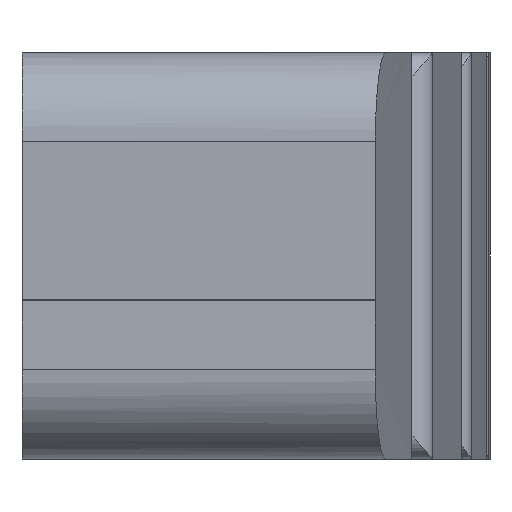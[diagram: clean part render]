
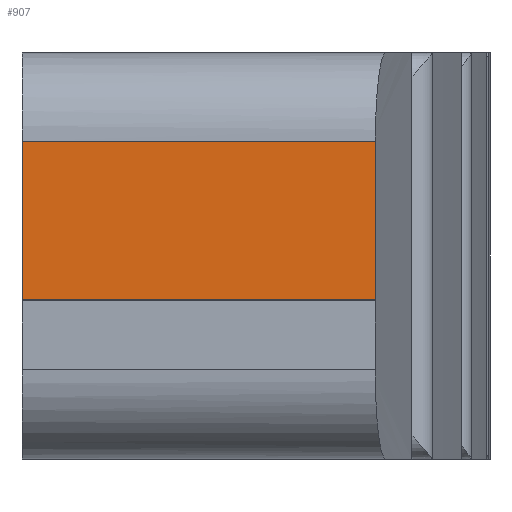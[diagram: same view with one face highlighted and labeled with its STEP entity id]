
A CAD part, left-side view. The second image highlights one B-rep face of the part: STEP entity #907.
In plain terms, the highlighted planar face has unit normal (-1, 0, 0).
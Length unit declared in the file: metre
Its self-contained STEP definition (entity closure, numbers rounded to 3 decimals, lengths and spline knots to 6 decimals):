
#253=ORIENTED_EDGE('',*,*,#532,.T.);
#254=ORIENTED_EDGE('',*,*,#477,.F.);
#255=ORIENTED_EDGE('',*,*,#533,.T.);
#256=ORIENTED_EDGE('',*,*,#534,.F.);
#477=EDGE_CURVE('',#622,#623,#701,.T.);
#532=EDGE_CURVE('',#665,#623,#722,.T.);
#533=EDGE_CURVE('',#622,#666,#723,.F.);
#534=EDGE_CURVE('',#665,#666,#724,.T.);
#622=VERTEX_POINT('',#1381);
#623=VERTEX_POINT('',#1383);
#665=VERTEX_POINT('',#1552);
#666=VERTEX_POINT('',#1554);
#701=LINE('',#1382,#744);
#722=LINE('',#1551,#765);
#723=LINE('',#1553,#766);
#724=LINE('',#1555,#767);
#744=VECTOR('',#1102,1.);
#765=VECTOR('',#1167,1.);
#766=VECTOR('',#1168,1.);
#767=VECTOR('',#1169,1.);
#791=EDGE_LOOP('',(#253,#254,#255,#256));
#845=FACE_BOUND('',#791,.T.);
#893=PLANE('',#999);
#907=ADVANCED_FACE('',(#845),#893,.F.);
#999=AXIS2_PLACEMENT_3D('',#1550,#1165,#1166);
#1102=DIRECTION('',(0.,0.,-1.));
#1165=DIRECTION('',(1.,0.,0.));
#1166=DIRECTION('',(0.,1.,0.));
#1167=DIRECTION('',(0.,-1.,0.));
#1168=DIRECTION('',(0.,-1.,0.));
#1169=DIRECTION('',(0.,0.,1.));
#1381=CARTESIAN_POINT('',(-0.022005,-0.017344,0.4898));
#1382=CARTESIAN_POINT('',(-0.022005,-0.017344,0.490802));
#1383=CARTESIAN_POINT('',(-0.022005,-0.017344,0.488007));
#1550=CARTESIAN_POINT('',(-0.022005,-0.013341,0.4894));
#1551=CARTESIAN_POINT('',(-0.022005,-0.017341,0.488007));
#1552=CARTESIAN_POINT('',(-0.022005,-0.013341,0.488007));
#1553=CARTESIAN_POINT('',(-0.022005,-0.013341,0.4898));
#1554=CARTESIAN_POINT('',(-0.022005,-0.013341,0.4898));
#1555=CARTESIAN_POINT('',(-0.022005,-0.013341,0.4894));
